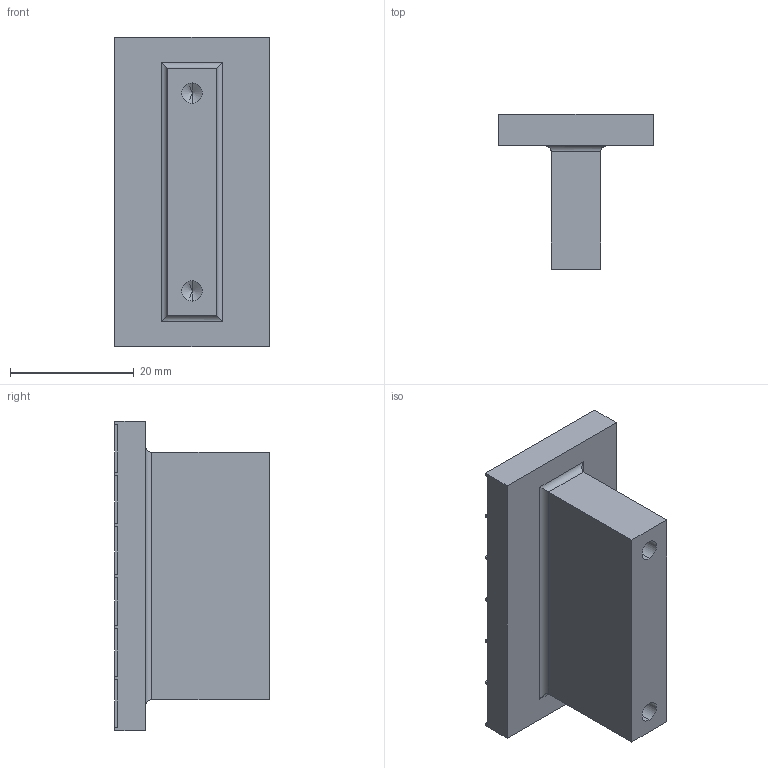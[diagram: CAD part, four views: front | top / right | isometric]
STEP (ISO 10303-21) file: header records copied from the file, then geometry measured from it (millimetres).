
FILE_DESCRIPTION (( 'STEP AP214' ), '1' );
FILE_NAME ('F003186,F003187_3D.step', '2022-08-15T13:04:00', ( '' ), ( '' ), 'SwSTEP 2.0', 'SolidWorks 2020', '' );
FILE_SCHEMA (( 'AUTOMOTIVE_DESIGN' ));
Length unit declared in the file: millimetre
Products named in the file (1): F003186,F003187_3D
Bounding box: 25 x 25 x 50 mm (x, y, z)
Volume: 11979.7 mm3; surface area: 5650.2 mm2
Topology: 1 solids, 1 shells, 191 faces, 484 edges, 318 vertices
Faces by surface type: plane 179, cylinder 8, cone 4
Entity records: 6254 total; most frequent: CARTESIAN_POINT 1836, ORIENTED_EDGE 960, DIRECTION 742, EDGE_CURVE 480, LINE 342, VECTOR 342, VERTEX_POINT 318, EDGE_LOOP 218
